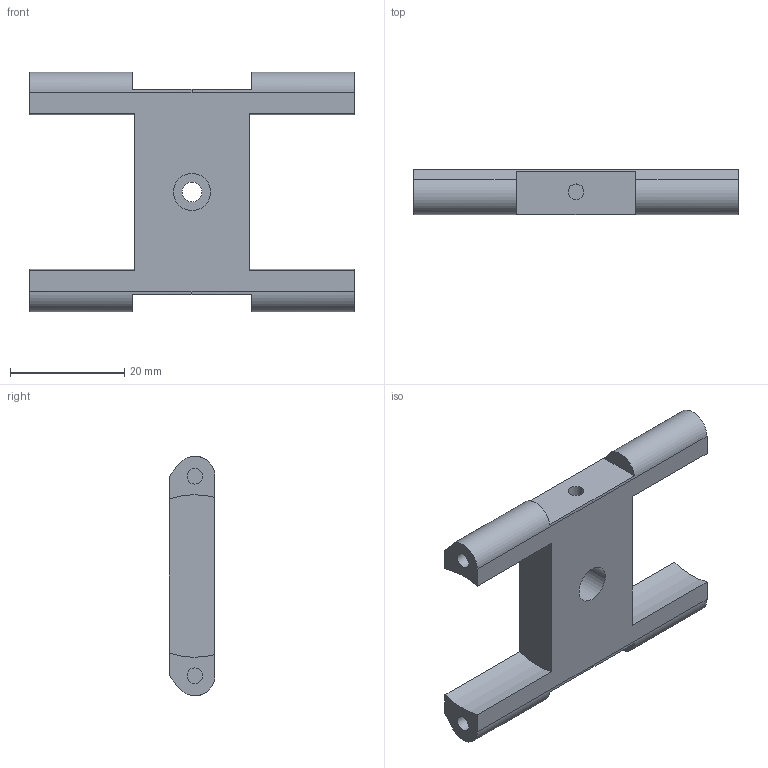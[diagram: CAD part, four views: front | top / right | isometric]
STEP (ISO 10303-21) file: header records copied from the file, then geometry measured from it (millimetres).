
FILE_DESCRIPTION(('FreeCAD Model'),'2;1');
FILE_NAME('motor-bracket.step', '2015-07-01T02:28:11',('FreeCAD'),('FreeCAD'), 'Open CASCADE STEP processor 6.5','FreeCAD','Unknown');
FILE_SCHEMA(('AUTOMOTIVE_DESIGN_CC2 { 1 2 10303 214 -1 1 5 4 }'));
Length unit declared in the file: millimetre
Products named in the file (1): motor-bracket
Bounding box: 57 x 8 x 41.99 mm (x, y, z)
Volume: 8624.9 mm3; surface area: 5174.8 mm2
Topology: 1 solids, 1 shells, 39 faces, 91 edges, 61 vertices
Faces by surface type: plane 23, cylinder 16
Full cylindrical faces by diameter (mm): 2.75 x6, 3.5 x1, 6.5 x1
Entity records: 2380 total; most frequent: CARTESIAN_POINT 502, DIRECTION 356, LINE 193, VECTOR 193, ORIENTED_EDGE 182, PCURVE 182, DEFINITIONAL_REPRESENTATION 182, EDGE_CURVE 91
